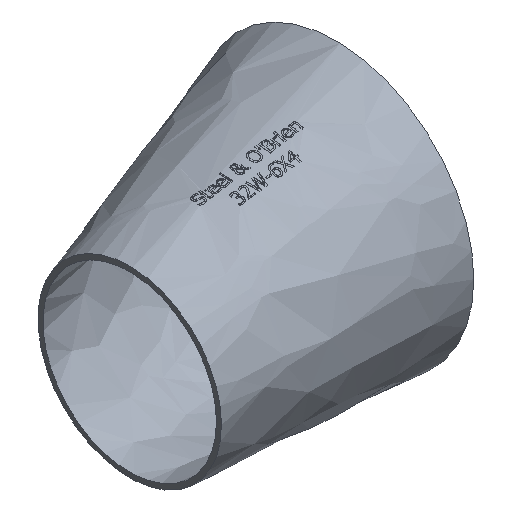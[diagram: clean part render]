
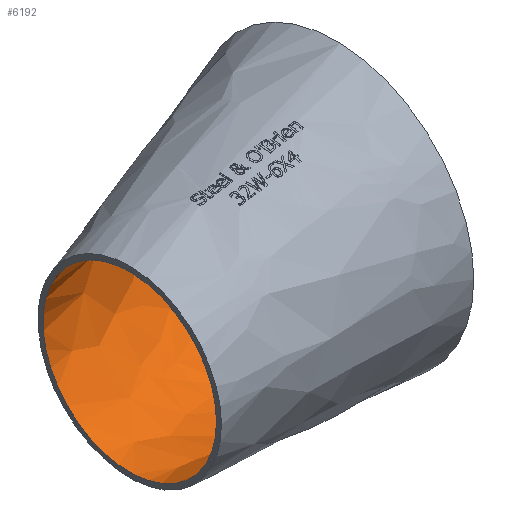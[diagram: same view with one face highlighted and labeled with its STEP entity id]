
A CAD part, isometric view. The second image highlights one B-rep face of the part: STEP entity #6192.
In plain terms, the highlighted free-form (B-spline) face has degree [1, 2] with [2, 9] control points.
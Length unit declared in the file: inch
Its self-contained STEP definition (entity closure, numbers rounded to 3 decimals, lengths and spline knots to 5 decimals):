
#17=CIRCLE('',#6418,2.891);
#18=CIRCLE('',#6419,2.891);
#19=CIRCLE('',#6420,1.891);
#20=CIRCLE('',#6421,1.891);
#31=(
BOUNDED_SURFACE()
B_SPLINE_SURFACE(1,2,((#14332,#14333,#14334,#14335,#14336,#14337,#14338,
#14339,#14340),(#14341,#14342,#14343,#14344,#14345,#14346,#14347,#14348,
#14349)),.UNSPECIFIED.,.F.,.T.,.F.)
B_SPLINE_SURFACE_WITH_KNOTS((2,2),(3,2,2,2,3),(-0.17846,2.07863),
(-3.14159,-1.5708,0.,1.5708,3.14159),
 .UNSPECIFIED.)
GEOMETRIC_REPRESENTATION_ITEM()
RATIONAL_B_SPLINE_SURFACE(((1.,0.707,1.,0.707,1.,
0.707,1.,0.707,1.),(1.,0.707,1.,0.707,
1.,0.707,1.,0.707,1.)))
REPRESENTATION_ITEM('')
SURFACE()
);
#1314=FACE_OUTER_BOUND('',#1685,.T.);
#1685=EDGE_LOOP('',(#5618,#5619,#5620,#5621,#5622,#5623));
#2177=B_SPLINE_CURVE_WITH_KNOTS('',1,(#14355,#14356),.UNSPECIFIED.,.F.,
 .F.,(2,2),(0.00547,1.96697),.UNSPECIFIED.);
#2804=VERTEX_POINT('',#14350);
#2805=VERTEX_POINT('',#14351);
#2806=VERTEX_POINT('',#14354);
#2807=VERTEX_POINT('',#14357);
#3746=EDGE_CURVE('',#2804,#2805,#17,.T.);
#3747=EDGE_CURVE('',#2805,#2804,#18,.T.);
#3748=EDGE_CURVE('',#2805,#2806,#2177,.T.);
#3749=EDGE_CURVE('',#2807,#2806,#19,.T.);
#3750=EDGE_CURVE('',#2806,#2807,#20,.T.);
#5618=ORIENTED_EDGE('',*,*,#3746,.F.);
#5619=ORIENTED_EDGE('',*,*,#3747,.F.);
#5620=ORIENTED_EDGE('',*,*,#3748,.T.);
#5621=ORIENTED_EDGE('',*,*,#3749,.F.);
#5622=ORIENTED_EDGE('',*,*,#3750,.F.);
#5623=ORIENTED_EDGE('',*,*,#3748,.F.);
#6192=ADVANCED_FACE('',(#1314),#31,.T.);
#6418=AXIS2_PLACEMENT_3D('',#14352,#7183,#7184);
#6419=AXIS2_PLACEMENT_3D('',#14353,#7185,#7186);
#6420=AXIS2_PLACEMENT_3D('',#14358,#7187,#7188);
#6421=AXIS2_PLACEMENT_3D('',#14359,#7189,#7190);
#7183=DIRECTION('center_axis',(-1.,0.,0.));
#7184=DIRECTION('ref_axis',(0.,-0.031,-1.));
#7185=DIRECTION('center_axis',(-1.,0.,0.));
#7186=DIRECTION('ref_axis',(0.,-0.031,-1.));
#7187=DIRECTION('center_axis',(1.,0.,0.));
#7188=DIRECTION('ref_axis',(0.,-0.031,-1.));
#7189=DIRECTION('center_axis',(1.,0.,0.));
#7190=DIRECTION('ref_axis',(0.,-0.031,-1.));
#14332=CARTESIAN_POINT('Ctrl Pts',(6.01572,1.00113,2.98333));
#14333=CARTESIAN_POINT('Ctrl Pts',(5.5062,3.89326,2.98333));
#14334=CARTESIAN_POINT('Ctrl Pts',(5.5062,3.89326,0.));
#14335=CARTESIAN_POINT('Ctrl Pts',(5.5062,3.89326,-2.98333));
#14336=CARTESIAN_POINT('Ctrl Pts',(6.01572,1.00113,-2.98333));
#14337=CARTESIAN_POINT('Ctrl Pts',(6.52524,-1.891,-2.98333));
#14338=CARTESIAN_POINT('Ctrl Pts',(6.52524,-1.891,0.));
#14339=CARTESIAN_POINT('Ctrl Pts',(6.52524,-1.891,2.98333));
#14340=CARTESIAN_POINT('Ctrl Pts',(6.01572,1.00113,2.98333));
#14341=CARTESIAN_POINT('Ctrl Pts',(-0.31309,-0.11385,
1.83319));
#14342=CARTESIAN_POINT('Ctrl Pts',(-0.62618,1.6633,
1.83319));
#14343=CARTESIAN_POINT('Ctrl Pts',(-0.62618,1.6633,
0.));
#14344=CARTESIAN_POINT('Ctrl Pts',(-0.62618,1.6633,
-1.83319));
#14345=CARTESIAN_POINT('Ctrl Pts',(-0.31309,-0.11385,
-1.83319));
#14346=CARTESIAN_POINT('Ctrl Pts',(0.,-1.891,
-1.83319));
#14347=CARTESIAN_POINT('Ctrl Pts',(0.,-1.891,0.));
#14348=CARTESIAN_POINT('Ctrl Pts',(0.,-1.891,
1.83319));
#14349=CARTESIAN_POINT('Ctrl Pts',(-0.31309,-0.11385,
1.83319));
#14350=CARTESIAN_POINT('',(5.5,-1.891,0.));
#14351=CARTESIAN_POINT('',(5.5,0.91027,2.88961));
#14352=CARTESIAN_POINT('Origin',(5.5,1.,0.));
#14353=CARTESIAN_POINT('Origin',(5.5,1.,0.));
#14354=CARTESIAN_POINT('',(0.,-0.05869,1.89009));
#14355=CARTESIAN_POINT('Ctrl Pts',(5.5,0.91027,2.88961));
#14356=CARTESIAN_POINT('Ctrl Pts',(0.,-0.05869,
1.89009));
#14357=CARTESIAN_POINT('',(0.,-1.891,0.));
#14358=CARTESIAN_POINT('Origin',(0.,0.,0.));
#14359=CARTESIAN_POINT('Origin',(0.,0.,0.));
